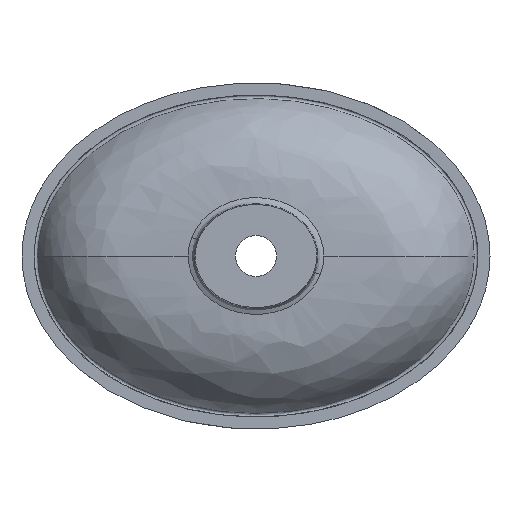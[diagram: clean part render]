
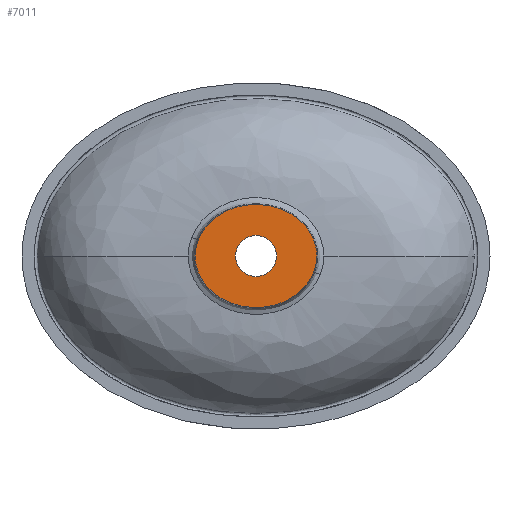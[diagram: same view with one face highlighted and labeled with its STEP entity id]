
A CAD part, front view. The second image highlights one B-rep face of the part: STEP entity #7011.
In plain terms, the highlighted planar face has unit normal (0, -1, 0).
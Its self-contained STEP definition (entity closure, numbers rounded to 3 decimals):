
#344 = AXIS2_PLACEMENT_3D ( 'NONE', #6679, #12133, #17570 ) ;
#608 = AXIS2_PLACEMENT_3D ( 'NONE', #15632, #3397, #8853 ) ;
#664 = CARTESIAN_POINT ( 'NONE',  ( -51.978, -123., 33.8 ) ) ;
#751 = CARTESIAN_POINT ( 'NONE',  ( 64.581, -123., 7.199 ) ) ;
#762 = DIRECTION ( 'NONE',  ( 0., 1., 0. ) ) ;
#887 = ORIENTED_EDGE ( 'NONE', *, *, #15621, .F. ) ;
#959 = CARTESIAN_POINT ( 'NONE',  ( 62.921, -123., -14.261 ) ) ;
#1050 = CARTESIAN_POINT ( 'NONE',  ( -56.796, -123., -27.699 ) ) ;
#1801 = CIRCLE ( 'NONE', #344, 22. ) ;
#1843 = EDGE_LOOP ( 'NONE', ( #2230, #887 ) ) ;
#2009 = CARTESIAN_POINT ( 'NONE',  ( -62.921, -123., 14.261 ) ) ;
#2096 = CARTESIAN_POINT ( 'NONE',  ( 56.796, -123., 27.699 ) ) ;
#2230 = ORIENTED_EDGE ( 'NONE', *, *, #5376, .F. ) ;
#2300 = CARTESIAN_POINT ( 'NONE',  ( 65., -123., 0. ) ) ;
#2389 = CARTESIAN_POINT ( 'NONE',  ( -32.735, -123., -48.058 ) ) ;
#2501 = VERTEX_POINT ( 'NONE', #3456 ) ;
#2856 = CARTESIAN_POINT ( 'NONE',  ( 0., -123., -22. ) ) ;
#3004 = EDGE_LOOP ( 'NONE', ( #9623, #5090 ) ) ;
#3348 = CARTESIAN_POINT ( 'NONE',  ( -65., -123., 0. ) ) ;
#3397 = DIRECTION ( 'NONE',  ( 0., 1., 0. ) ) ;
#3436 = CARTESIAN_POINT ( 'NONE',  ( 32.735, -123., 48.058 ) ) ;
#3456 = CARTESIAN_POINT ( 'NONE',  ( 65., -123., 0. ) ) ;
#3731 = CARTESIAN_POINT ( 'NONE',  ( 8.508, -123., -55. ) ) ;
#4742 = FACE_OUTER_BOUND ( 'NONE', #1843, .T. ) ;
#4780 = CARTESIAN_POINT ( 'NONE',  ( -8.508, -123., 55. ) ) ;
#4952 = VERTEX_POINT ( 'NONE', #10428 ) ;
#5070 = CARTESIAN_POINT ( 'NONE',  ( 39.946, -123., -43.982 ) ) ;
#5090 = ORIENTED_EDGE ( 'NONE', *, *, #13348, .T. ) ;
#5161 = CARTESIAN_POINT ( 'NONE',  ( -65., -123., -3.6 ) ) ;
#5376 = EDGE_CURVE ( 'NONE', #2501, #4952, #15190, .T. ) ;
#6120 = CARTESIAN_POINT ( 'NONE',  ( -39.946, -123., 43.982 ) ) ;
#6212 = CARTESIAN_POINT ( 'NONE',  ( 65., -123., 3.6 ) ) ;
#6223 = DIRECTION ( 'NONE',  ( 0., 0., 1. ) ) ;
#6396 = CIRCLE ( 'NONE', #9244, 22. ) ;
#6417 = CARTESIAN_POINT ( 'NONE',  ( 61.68, -123., -17.722 ) ) ;
#6507 = CARTESIAN_POINT ( 'NONE',  ( -61.68, -123., -17.722 ) ) ;
#6679 = CARTESIAN_POINT ( 'NONE',  ( 0., -123., 0. ) ) ;
#7011 = ADVANCED_FACE ( 'NONE', ( #16972, #4742 ), #10188, .F. ) ;
#7466 = CARTESIAN_POINT ( 'NONE',  ( -61.68, -123., 17.722 ) ) ;
#7555 = CARTESIAN_POINT ( 'NONE',  ( 61.68, -123., 17.722 ) ) ;
#7756 = CARTESIAN_POINT ( 'NONE',  ( 65., -123., -3.6 ) ) ;
#7849 = CARTESIAN_POINT ( 'NONE',  ( -39.946, -123., -43.982 ) ) ;
#8804 = CARTESIAN_POINT ( 'NONE',  ( -65., -123., 3.6 ) ) ;
#8853 = DIRECTION ( 'NONE',  ( 0., 0., 1. ) ) ;
#8892 = CARTESIAN_POINT ( 'NONE',  ( 39.946, -123., 43.982 ) ) ;
#9186 = CARTESIAN_POINT ( 'NONE',  ( -8.508, -123., -55. ) ) ;
#9244 = AXIS2_PLACEMENT_3D ( 'NONE', #13013, #762, #6223 ) ;
#9623 = ORIENTED_EDGE ( 'NONE', *, *, #14087, .T. ) ;
#10188 = PLANE ( 'NONE',  #608 ) ;
#10218 = B_SPLINE_CURVE_WITH_KNOTS ( 'NONE', 3,
 ( #3348, #8804, #14246, #2009, #7466, #12913, #664, #6120, #11572, #17011, #4780, #10228, #15671, #3436, #8892, #14334, #2096, #7555, #13000, #751, #6212, #11661 ),
 .UNSPECIFIED., .F., .F.,
 ( 4, 2, 2, 2, 2, 2, 2, 2, 2, 2, 4 ),
 ( 0., 0.012, 0.024, 0.047, 0.071, 0.094, 0.118, 0.141, 0.165, 0.176, 0.188 ),
 .UNSPECIFIED. ) ;
#10228 = CARTESIAN_POINT ( 'NONE',  ( 8.508, -123., 55. ) ) ;
#10428 = CARTESIAN_POINT ( 'NONE',  ( -65., -123., 0. ) ) ;
#10519 = CARTESIAN_POINT ( 'NONE',  ( 32.735, -123., -48.058 ) ) ;
#10608 = CARTESIAN_POINT ( 'NONE',  ( -65., -123., 0. ) ) ;
#10723 = VERTEX_POINT ( 'NONE', #12737 ) ;
#11572 = CARTESIAN_POINT ( 'NONE',  ( -32.735, -123., 48.058 ) ) ;
#11612 = VERTEX_POINT ( 'NONE', #2856 ) ;
#11661 = CARTESIAN_POINT ( 'NONE',  ( 65., -123., 0. ) ) ;
#11867 = CARTESIAN_POINT ( 'NONE',  ( 56.796, -123., -27.699 ) ) ;
#11957 = CARTESIAN_POINT ( 'NONE',  ( -62.921, -123., -14.261 ) ) ;
#12133 = DIRECTION ( 'NONE',  ( 0., 1., 0. ) ) ;
#12737 = CARTESIAN_POINT ( 'NONE',  ( 0., -123., 22. ) ) ;
#12913 = CARTESIAN_POINT ( 'NONE',  ( -56.796, -123., 27.699 ) ) ;
#13000 = CARTESIAN_POINT ( 'NONE',  ( 62.921, -123., 14.261 ) ) ;
#13013 = CARTESIAN_POINT ( 'NONE',  ( 0., -123., 0. ) ) ;
#13203 = CARTESIAN_POINT ( 'NONE',  ( 64.581, -123., -7.199 ) ) ;
#13292 = CARTESIAN_POINT ( 'NONE',  ( -51.978, -123., -33.8 ) ) ;
#13348 = EDGE_CURVE ( 'NONE', #11612, #10723, #6396, .T. ) ;
#14087 = EDGE_CURVE ( 'NONE', #10723, #11612, #1801, .T. ) ;
#14246 = CARTESIAN_POINT ( 'NONE',  ( -64.581, -123., 7.199 ) ) ;
#14334 = CARTESIAN_POINT ( 'NONE',  ( 51.978, -123., 33.8 ) ) ;
#14627 = CARTESIAN_POINT ( 'NONE',  ( -17.014, -123., -53.568 ) ) ;
#15190 = B_SPLINE_CURVE_WITH_KNOTS ( 'NONE', 3,
 ( #2300, #7756, #13203, #959, #6417, #11867, #17306, #5070, #10519, #15967, #3731, #9186, #14627, #2389, #7849, #13292, #1050, #6507, #11957, #17397, #5161, #10608 ),
 .UNSPECIFIED., .F., .F.,
 ( 4, 2, 2, 2, 2, 2, 2, 2, 2, 2, 4 ),
 ( 0.188, 0.2, 0.212, 0.235, 0.259, 0.282, 0.306, 0.329, 0.353, 0.364, 0.376 ),
 .UNSPECIFIED. ) ;
#15621 = EDGE_CURVE ( 'NONE', #4952, #2501, #10218, .T. ) ;
#15632 = CARTESIAN_POINT ( 'NONE',  ( 0., -123., 0. ) ) ;
#15671 = CARTESIAN_POINT ( 'NONE',  ( 17.014, -123., 53.568 ) ) ;
#15967 = CARTESIAN_POINT ( 'NONE',  ( 17.014, -123., -53.568 ) ) ;
#16972 = FACE_BOUND ( 'NONE', #3004, .T. ) ;
#17011 = CARTESIAN_POINT ( 'NONE',  ( -17.014, -123., 53.568 ) ) ;
#17306 = CARTESIAN_POINT ( 'NONE',  ( 51.978, -123., -33.8 ) ) ;
#17397 = CARTESIAN_POINT ( 'NONE',  ( -64.581, -123., -7.199 ) ) ;
#17570 = DIRECTION ( 'NONE',  ( 0., 0., 1. ) ) ;
